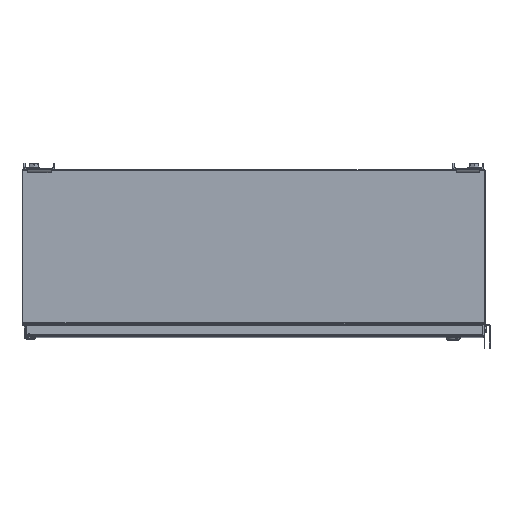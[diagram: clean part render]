
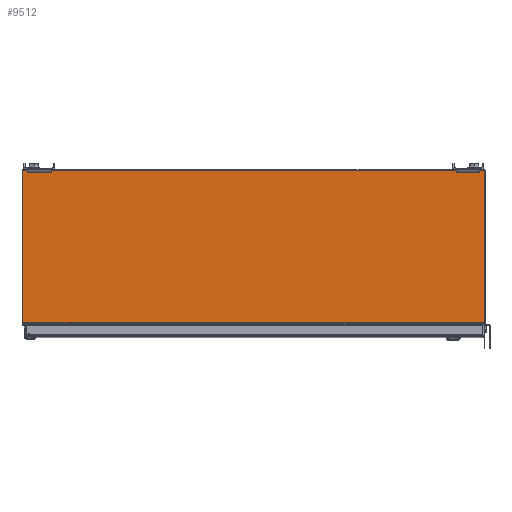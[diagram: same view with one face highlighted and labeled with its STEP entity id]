
A CAD part, top view. The second image highlights one B-rep face of the part: STEP entity #9512.
In plain terms, the highlighted planar face has unit normal (0, 0, 1).
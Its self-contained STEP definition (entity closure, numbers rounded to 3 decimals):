
#9512 = ADVANCED_FACE( '', ( #19001 ), #19002, .T. );
#19001 = FACE_OUTER_BOUND( '', #59087, .T. );
#19002 = PLANE( '', #59088 );
#59087 = EDGE_LOOP( '', ( #88243, #88244, #88245, #88246 ) );
#59088 = AXIS2_PLACEMENT_3D( '', #88247, #88248, #88249 );
#88243 = ORIENTED_EDGE( '', *, *, #97957, .T. );
#88244 = ORIENTED_EDGE( '', *, *, #97861, .T. );
#88245 = ORIENTED_EDGE( '', *, *, #91646, .T. );
#88246 = ORIENTED_EDGE( '', *, *, #96272, .T. );
#88247 = CARTESIAN_POINT( '', ( 0., 0., 0. ) );
#88248 = DIRECTION( '', ( 0., 0., 1. ) );
#88249 = DIRECTION( '', ( 1., 0., 0. ) );
#91646 = EDGE_CURVE( '', #102749, #102747, #102750, .T. );
#96272 = EDGE_CURVE( '', #102747, #109609, #109610, .T. );
#97861 = EDGE_CURVE( '', #111464, #102749, #111466, .T. );
#97957 = EDGE_CURVE( '', #109609, #111464, #111566, .T. );
#102747 = VERTEX_POINT( '', #122995 );
#102749 = VERTEX_POINT( '', #122998 );
#102750 = LINE( '', #122999, #123000 );
#109609 = VERTEX_POINT( '', #141258 );
#109610 = LINE( '', #141259, #141260 );
#111464 = VERTEX_POINT( '', #145877 );
#111466 = LINE( '', #145879, #145880 );
#111566 = LINE( '', #146039, #146040 );
#122995 = CARTESIAN_POINT( '', ( 379.476, 126.238, 0. ) );
#122998 = CARTESIAN_POINT( '', ( 379.476, -123.901, 0. ) );
#122999 = CARTESIAN_POINT( '', ( 379.476, -126.238, 0. ) );
#123000 = VECTOR( '', #148712, 1000. );
#141258 = CARTESIAN_POINT( '', ( -379.476, 126.238, 0. ) );
#141259 = CARTESIAN_POINT( '', ( 379.476, 126.238, 0. ) );
#141260 = VECTOR( '', #151640, 1000. );
#145877 = CARTESIAN_POINT( '', ( -379.476, -123.901, 0. ) );
#145879 = CARTESIAN_POINT( '', ( -379.476, -123.901, 0. ) );
#145880 = VECTOR( '', #152433, 1000. );
#146039 = CARTESIAN_POINT( '', ( -379.476, 126.238, 0. ) );
#146040 = VECTOR( '', #152471, 1000. );
#148712 = DIRECTION( '', ( 0., 1., 0. ) );
#151640 = DIRECTION( '', ( -1., 0., 0. ) );
#152433 = DIRECTION( '', ( 1., 0., 0. ) );
#152471 = DIRECTION( '', ( 0., -1., 0. ) );
